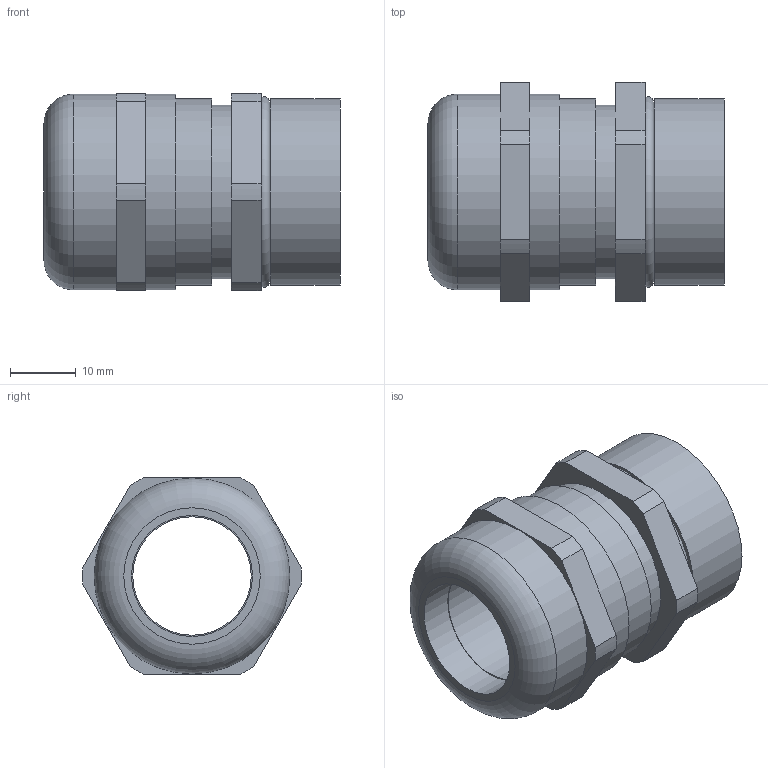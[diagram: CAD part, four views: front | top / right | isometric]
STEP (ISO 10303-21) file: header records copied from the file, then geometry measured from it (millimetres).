
FILE_DESCRIPTION (( 'STEP AP203' ), '1' );
FILE_NAME ('2085771.STEP', '2022-03-16T12:41:49', ( '' ), ( '' ), 'SwSTEP 2.0', 'SolidWorks 2020', '' );
FILE_SCHEMA (( 'CONFIG_CONTROL_DESIGN' ));
Length unit declared in the file: millimetre
Products named in the file (5): 0067131_Pg21; EV742_Pg21; 081580_Pg21; 2085771; EV501_PG21
Assembly tree (4 placements, depth 2):
  2085771
    081580_Pg21
    0067131_Pg21
    EV501_PG21
    EV742_Pg21
Bounding box: 45 x 33.29 x 30 mm (x, y, z)
Volume: 11185.6 mm3; surface area: 12076 mm2
Topology: 4 solids, 4 shells, 50 faces, 109 edges, 72 vertices
Faces by surface type: plane 25, cylinder 23, torus 2
Full cylindrical faces by diameter (mm): 18 x1, 18.4 x1, 22.4 x1, 24 x1, 26.35 x2, 26.9 x1, 28.3 x2, 29.75 x2
Entity records: 1845 total; most frequent: DIRECTION 256, CARTESIAN_POINT 223, ORIENTED_EDGE 190, AXIS2_PLACEMENT_3D 104, EDGE_CURVE 95, EDGE_LOOP 74, VERTEX_POINT 71, FACE_OUTER_BOUND 61
